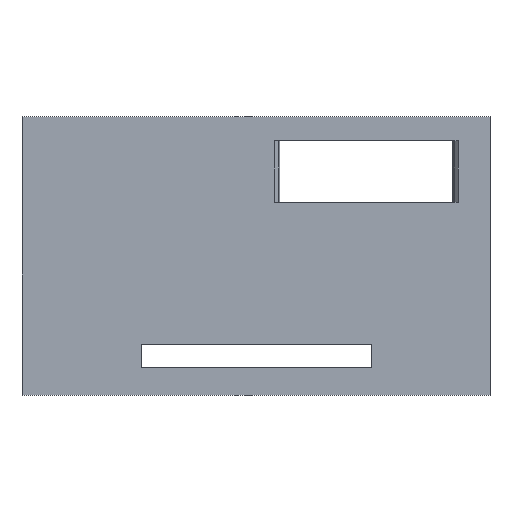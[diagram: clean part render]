
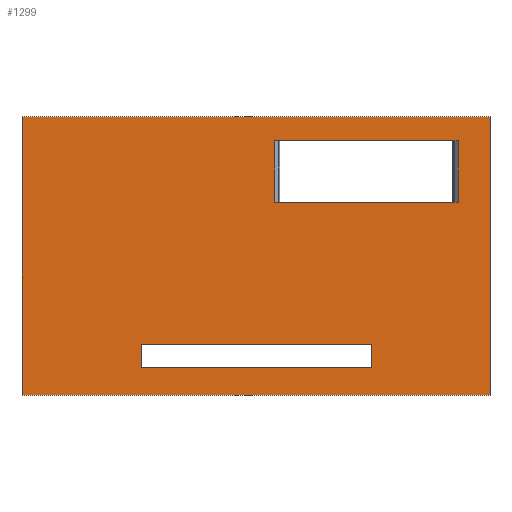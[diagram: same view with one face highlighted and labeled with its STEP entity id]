
A CAD part, top view. The second image highlights one B-rep face of the part: STEP entity #1299.
In plain terms, the highlighted planar face has unit normal (0, 0, 1).
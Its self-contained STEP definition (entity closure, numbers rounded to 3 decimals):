
#81=FACE_BOUND('',#164,.T.);
#82=FACE_BOUND('',#165,.T.);
#95=FACE_OUTER_BOUND('',#163,.T.);
#163=EDGE_LOOP('',(#879,#880,#881,#882));
#164=EDGE_LOOP('',(#883,#884,#885,#886));
#165=EDGE_LOOP('',(#887,#888,#889,#890));
#235=LINE('',#1819,#384);
#237=LINE('',#1823,#386);
#240=LINE('',#1829,#389);
#243=LINE('',#1834,#392);
#247=LINE('',#1843,#396);
#251=LINE('',#1852,#400);
#253=LINE('',#1857,#402);
#254=LINE('',#1859,#403);
#255=LINE('',#1861,#404);
#256=LINE('',#1862,#405);
#257=LINE('',#1863,#406);
#258=LINE('',#1864,#407);
#384=VECTOR('',#1476,10.);
#386=VECTOR('',#1480,10.);
#389=VECTOR('',#1485,10.);
#392=VECTOR('',#1490,10.);
#396=VECTOR('',#1496,10.);
#400=VECTOR('',#1502,10.);
#402=VECTOR('',#1506,10.);
#403=VECTOR('',#1507,10.);
#404=VECTOR('',#1508,10.);
#405=VECTOR('',#1509,10.);
#406=VECTOR('',#1510,10.);
#407=VECTOR('',#1511,10.);
#533=VERTEX_POINT('',#1816);
#534=VERTEX_POINT('',#1818);
#535=VERTEX_POINT('',#1822);
#537=VERTEX_POINT('',#1828);
#541=VERTEX_POINT('',#1840);
#542=VERTEX_POINT('',#1842);
#545=VERTEX_POINT('',#1849);
#546=VERTEX_POINT('',#1851);
#547=VERTEX_POINT('',#1855);
#548=VERTEX_POINT('',#1856);
#549=VERTEX_POINT('',#1858);
#550=VERTEX_POINT('',#1860);
#662=EDGE_CURVE('',#533,#534,#235,.T.);
#664=EDGE_CURVE('',#535,#534,#237,.T.);
#667=EDGE_CURVE('',#537,#535,#240,.T.);
#670=EDGE_CURVE('',#533,#537,#243,.T.);
#674=EDGE_CURVE('',#542,#541,#247,.T.);
#678=EDGE_CURVE('',#546,#545,#251,.T.);
#680=EDGE_CURVE('',#547,#548,#253,.T.);
#681=EDGE_CURVE('',#548,#549,#254,.T.);
#682=EDGE_CURVE('',#549,#550,#255,.T.);
#683=EDGE_CURVE('',#550,#547,#256,.T.);
#684=EDGE_CURVE('',#541,#546,#257,.T.);
#685=EDGE_CURVE('',#545,#542,#258,.T.);
#879=ORIENTED_EDGE('',*,*,#670,.T.);
#880=ORIENTED_EDGE('',*,*,#667,.T.);
#881=ORIENTED_EDGE('',*,*,#664,.T.);
#882=ORIENTED_EDGE('',*,*,#662,.F.);
#883=ORIENTED_EDGE('',*,*,#680,.T.);
#884=ORIENTED_EDGE('',*,*,#681,.T.);
#885=ORIENTED_EDGE('',*,*,#682,.T.);
#886=ORIENTED_EDGE('',*,*,#683,.T.);
#887=ORIENTED_EDGE('',*,*,#684,.T.);
#888=ORIENTED_EDGE('',*,*,#678,.T.);
#889=ORIENTED_EDGE('',*,*,#685,.T.);
#890=ORIENTED_EDGE('',*,*,#674,.T.);
#1251=PLANE('',#1381);
#1299=ADVANCED_FACE('',(#95,#81,#82),#1251,.T.);
#1381=AXIS2_PLACEMENT_3D('',#1854,#1504,#1505);
#1476=DIRECTION('',(-1.,0.,0.));
#1480=DIRECTION('',(0.,-1.,0.));
#1485=DIRECTION('',(-1.,0.,0.));
#1490=DIRECTION('',(0.,1.,0.));
#1496=DIRECTION('',(0.,1.,0.));
#1502=DIRECTION('',(0.,-1.,0.));
#1504=DIRECTION('center_axis',(0.,0.,1.));
#1505=DIRECTION('ref_axis',(1.,0.,0.));
#1506=DIRECTION('',(1.,0.,0.));
#1507=DIRECTION('',(0.,-1.,0.));
#1508=DIRECTION('',(-1.,0.,0.));
#1509=DIRECTION('',(0.,1.,0.));
#1510=DIRECTION('',(1.,0.,0.));
#1511=DIRECTION('',(-1.,0.,0.));
#1816=CARTESIAN_POINT('',(60.7,-35.2,16.45));
#1818=CARTESIAN_POINT('',(-2.2,-35.2,16.45));
#1819=CARTESIAN_POINT('',(-1.2,-35.2,16.45));
#1822=CARTESIAN_POINT('',(-2.2,2.2,16.45));
#1823=CARTESIAN_POINT('',(-2.2,-34.2,16.45));
#1828=CARTESIAN_POINT('',(60.7,2.2,16.45));
#1829=CARTESIAN_POINT('',(-1.2,2.2,16.45));
#1834=CARTESIAN_POINT('',(60.7,1.2,16.45));
#1840=CARTESIAN_POINT('',(31.75,-1.,16.45));
#1842=CARTESIAN_POINT('',(31.75,-9.3,16.45));
#1843=CARTESIAN_POINT('',(31.75,-13.15,16.45));
#1849=CARTESIAN_POINT('',(56.4,-9.3,16.45));
#1851=CARTESIAN_POINT('',(56.4,-1.,16.45));
#1852=CARTESIAN_POINT('',(56.4,-8.65,16.45));
#1854=CARTESIAN_POINT('Origin',(29.25,-16.5,16.45));
#1855=CARTESIAN_POINT('',(13.8,-28.4,16.45));
#1856=CARTESIAN_POINT('',(44.8,-28.4,16.45));
#1857=CARTESIAN_POINT('',(22.025,-28.4,16.45));
#1858=CARTESIAN_POINT('',(44.8,-31.5,16.45));
#1859=CARTESIAN_POINT('',(44.8,-22.45,16.45));
#1860=CARTESIAN_POINT('',(13.8,-31.5,16.45));
#1861=CARTESIAN_POINT('',(22.025,-31.5,16.45));
#1862=CARTESIAN_POINT('',(13.8,-24.1,16.45));
#1863=CARTESIAN_POINT('',(41.975,-1.,16.45));
#1864=CARTESIAN_POINT('',(31.225,-9.3,16.45));
